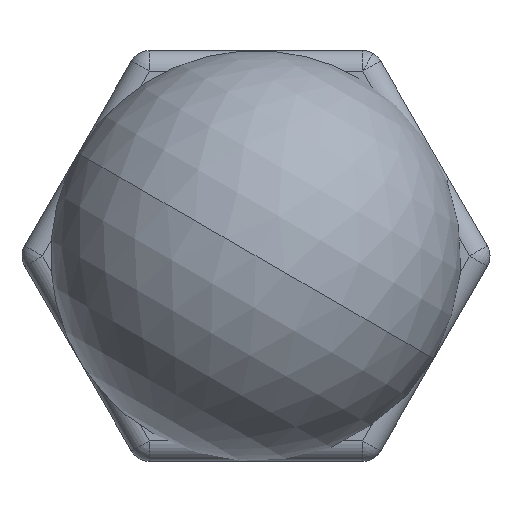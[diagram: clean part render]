
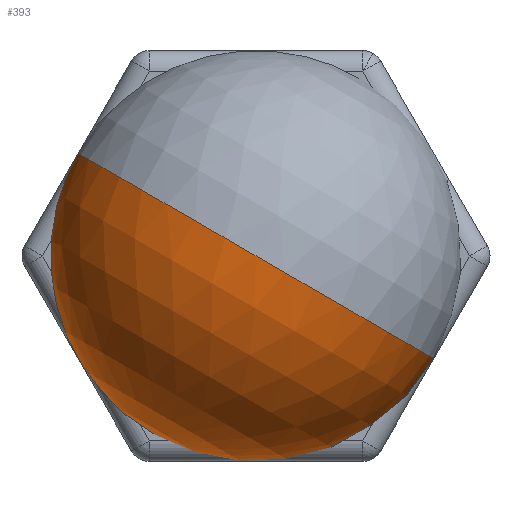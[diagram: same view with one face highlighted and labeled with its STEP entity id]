
A CAD part, front view. The second image highlights one B-rep face of the part: STEP entity #393.
In plain terms, the highlighted spherical face has radius 5 mm.
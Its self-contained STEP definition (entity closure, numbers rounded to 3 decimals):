
#203 = FACE_OUTER_BOUND ( 'NONE', #463, .T. ) ;
#393 = ADVANCED_FACE ( 'NONE', ( #203 ), #933, .T. ) ;
#463 = EDGE_LOOP ( 'NONE', ( #1671, #873, #673 ) ) ;
#496 = AXIS2_PLACEMENT_3D ( 'NONE', #1680, #771, #744 ) ;
#620 = CARTESIAN_POINT ( 'NONE',  ( 0., -6., -3.6 ) ) ;
#657 = CARTESIAN_POINT ( 'NONE',  ( 0., -6., 3.6 ) ) ;
#673 = ORIENTED_EDGE ( 'NONE', *, *, #2120, .T. ) ;
#688 = CARTESIAN_POINT ( 'NONE',  ( 0., -9.47, 0. ) ) ;
#717 = CARTESIAN_POINT ( 'NONE',  ( 0., -14.47, 0. ) ) ;
#744 = DIRECTION ( 'NONE',  ( 0., 0., 1. ) ) ;
#771 = DIRECTION ( 'NONE',  ( 1., 0., 0. ) ) ;
#816 = CIRCLE ( 'NONE', #1722, 5. ) ;
#873 = ORIENTED_EDGE ( 'NONE', *, *, #1331, .T. ) ;
#893 = VERTEX_POINT ( 'NONE', #620 ) ;
#933 = SPHERICAL_SURFACE ( 'NONE', #496, 5. ) ;
#995 = DIRECTION ( 'NONE',  ( 0., 0., -1. ) ) ;
#1019 = DIRECTION ( 'NONE',  ( 0., -1., 0. ) ) ;
#1076 = EDGE_CURVE ( 'NONE', #1193, #893, #1304, .T. ) ;
#1193 = VERTEX_POINT ( 'NONE', #717 ) ;
#1298 = AXIS2_PLACEMENT_3D ( 'NONE', #2132, #1019, #995 ) ;
#1304 = CIRCLE ( 'NONE', #1613, 5. ) ;
#1316 = DIRECTION ( 'NONE',  ( 0., 0., -1. ) ) ;
#1331 = EDGE_CURVE ( 'NONE', #1193, #1604, #816, .T. ) ;
#1487 = CIRCLE ( 'NONE', #1298, 3.6 ) ;
#1488 = CARTESIAN_POINT ( 'NONE',  ( 0., -9.47, 0. ) ) ;
#1604 = VERTEX_POINT ( 'NONE', #657 ) ;
#1613 = AXIS2_PLACEMENT_3D ( 'NONE', #1488, #1654, #1316 ) ;
#1654 = DIRECTION ( 'NONE',  ( 1., 0., 0. ) ) ;
#1671 = ORIENTED_EDGE ( 'NONE', *, *, #1076, .F. ) ;
#1680 = CARTESIAN_POINT ( 'NONE',  ( 0., -9.47, 0. ) ) ;
#1722 = AXIS2_PLACEMENT_3D ( 'NONE', #688, #2155, #2164 ) ;
#2120 = EDGE_CURVE ( 'NONE', #1604, #893, #1487, .T. ) ;
#2132 = CARTESIAN_POINT ( 'NONE',  ( 0., -6., 0. ) ) ;
#2155 = DIRECTION ( 'NONE',  ( -1., 0., 0. ) ) ;
#2164 = DIRECTION ( 'NONE',  ( 0., 0., 1. ) ) ;
